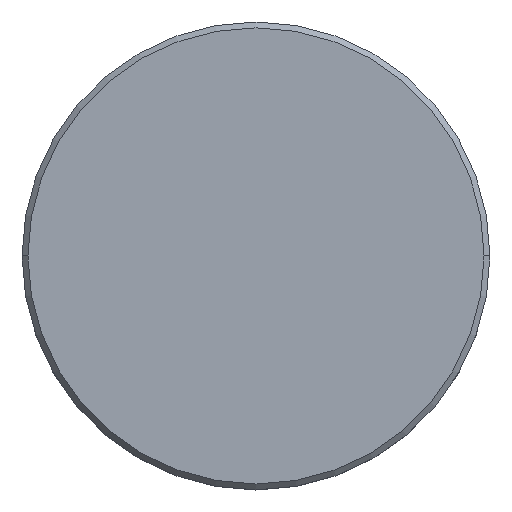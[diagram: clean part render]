
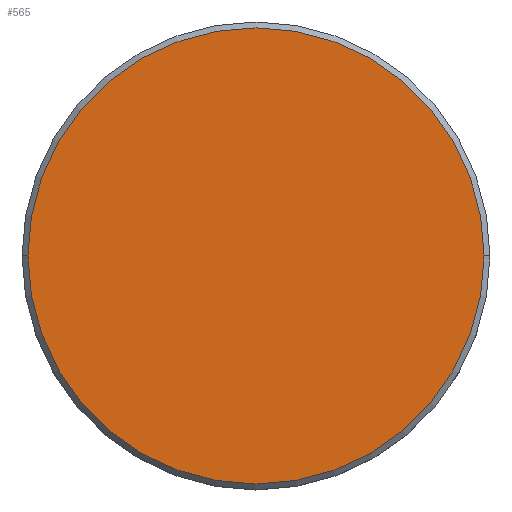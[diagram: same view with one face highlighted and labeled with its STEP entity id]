
A CAD part, top view. The second image highlights one B-rep face of the part: STEP entity #565.
In plain terms, the highlighted planar face has unit normal (0, 0, 1).
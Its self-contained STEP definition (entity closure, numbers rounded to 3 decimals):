
#78 = CARTESIAN_POINT ( 'NONE',  ( 19.5, 0., 0. ) ) ;
#80 = CARTESIAN_POINT ( 'NONE',  ( 0., 0., 0. ) ) ;
#83 = DIRECTION ( 'NONE',  ( 0., 0., 1. ) ) ;
#129 = EDGE_CURVE ( 'NONE', #1055, #843, #841, .T. ) ;
#248 = DIRECTION ( 'NONE',  ( 0., 0., 1. ) ) ;
#306 = ORIENTED_EDGE ( 'NONE', *, *, #902, .T. ) ;
#313 = CARTESIAN_POINT ( 'NONE',  ( 0., 0., 0. ) ) ;
#318 = AXIS2_PLACEMENT_3D ( 'NONE', #313, #676, #1048 ) ;
#371 = AXIS2_PLACEMENT_3D ( 'NONE', #898, #83, #706 ) ;
#381 = EDGE_LOOP ( 'NONE', ( #306, #1028 ) ) ;
#448 = CIRCLE ( 'NONE', #371, 19.5 ) ;
#510 = FACE_OUTER_BOUND ( 'NONE', #381, .T. ) ;
#565 = ADVANCED_FACE ( 'NONE', ( #510 ), #602, .T. ) ;
#602 = PLANE ( 'NONE',  #905 ) ;
#676 = DIRECTION ( 'NONE',  ( 0., 0., 1. ) ) ;
#706 = DIRECTION ( 'NONE',  ( 1., 0., 0. ) ) ;
#841 = CIRCLE ( 'NONE', #318, 19.5 ) ;
#843 = VERTEX_POINT ( 'NONE', #1059 ) ;
#898 = CARTESIAN_POINT ( 'NONE',  ( 0., 0., 0. ) ) ;
#902 = EDGE_CURVE ( 'NONE', #843, #1055, #448, .T. ) ;
#905 = AXIS2_PLACEMENT_3D ( 'NONE', #80, #248, #1158 ) ;
#1028 = ORIENTED_EDGE ( 'NONE', *, *, #129, .T. ) ;
#1048 = DIRECTION ( 'NONE',  ( 1., 0., 0. ) ) ;
#1055 = VERTEX_POINT ( 'NONE', #78 ) ;
#1059 = CARTESIAN_POINT ( 'NONE',  ( -19.5, 0., 0. ) ) ;
#1158 = DIRECTION ( 'NONE',  ( 1., 0., 0. ) ) ;
